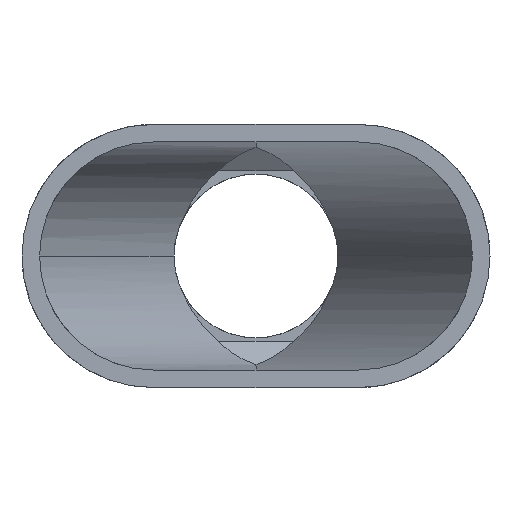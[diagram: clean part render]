
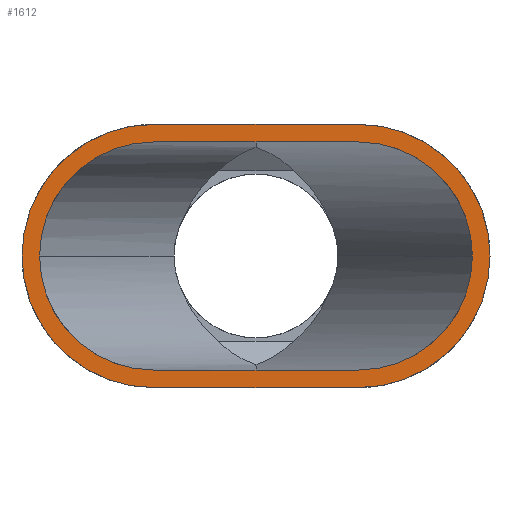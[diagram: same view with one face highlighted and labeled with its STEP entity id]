
A CAD part, front view. The second image highlights one B-rep face of the part: STEP entity #1612.
In plain terms, the highlighted planar face has unit normal (0, -1, 0).
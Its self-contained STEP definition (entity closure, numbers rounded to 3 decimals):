
#3 = DIRECTION ( 'NONE',  ( 0., -1., 0. ) ) ;
#4 = EDGE_CURVE ( 'NONE', #1435, #1634, #651, .T. ) ;
#22 = ORIENTED_EDGE ( 'NONE', *, *, #827, .T. ) ;
#24 = VERTEX_POINT ( 'NONE', #665 ) ;
#29 = CARTESIAN_POINT ( 'NONE',  ( -1.75, -9., 1.95 ) ) ;
#35 = FACE_BOUND ( 'NONE', #796, .T. ) ;
#45 = CARTESIAN_POINT ( 'NONE',  ( 1.75, -9., 0. ) ) ;
#55 = CARTESIAN_POINT ( 'NONE',  ( -1.75, -9., 0. ) ) ;
#64 = CARTESIAN_POINT ( 'NONE',  ( 0., -9., 1.95 ) ) ;
#83 = CARTESIAN_POINT ( 'NONE',  ( 1.75, -9., 0. ) ) ;
#91 = ORIENTED_EDGE ( 'NONE', *, *, #368, .T. ) ;
#93 = CIRCLE ( 'NONE', #1211, 2.25 ) ;
#110 = VERTEX_POINT ( 'NONE', #957 ) ;
#112 = DIRECTION ( 'NONE',  ( 0., -1., 0. ) ) ;
#140 = DIRECTION ( 'NONE',  ( 0., 0., 1. ) ) ;
#141 = VERTEX_POINT ( 'NONE', #1336 ) ;
#146 = LINE ( 'NONE', #310, #1281 ) ;
#175 = DIRECTION ( 'NONE',  ( 0., 0., 1. ) ) ;
#201 = CIRCLE ( 'NONE', #1256, 2.25 ) ;
#212 = VERTEX_POINT ( 'NONE', #711 ) ;
#253 = ORIENTED_EDGE ( 'NONE', *, *, #1585, .T. ) ;
#310 = CARTESIAN_POINT ( 'NONE',  ( 0., -9., -1.95 ) ) ;
#340 = CARTESIAN_POINT ( 'NONE',  ( -1.75, -9., 0. ) ) ;
#350 = EDGE_CURVE ( 'NONE', #635, #1187, #481, .T. ) ;
#353 = DIRECTION ( 'NONE',  ( 0., 0., 1. ) ) ;
#368 = EDGE_CURVE ( 'NONE', #1435, #141, #1486, .T. ) ;
#418 = ORIENTED_EDGE ( 'NONE', *, *, #350, .T. ) ;
#420 = VECTOR ( 'NONE', #497, 1000. ) ;
#421 = ORIENTED_EDGE ( 'NONE', *, *, #429, .F. ) ;
#429 = EDGE_CURVE ( 'NONE', #1634, #212, #569, .T. ) ;
#440 = DIRECTION ( 'NONE',  ( 0., 0., 1. ) ) ;
#481 = CIRCLE ( 'NONE', #1110, 2.25 ) ;
#497 = DIRECTION ( 'NONE',  ( -1., 0., 0. ) ) ;
#543 = VECTOR ( 'NONE', #1623, 1000. ) ;
#569 = CIRCLE ( 'NONE', #738, 1.95 ) ;
#585 = DIRECTION ( 'NONE',  ( 0., 0., 1. ) ) ;
#586 = ORIENTED_EDGE ( 'NONE', *, *, #1323, .T. ) ;
#601 = ORIENTED_EDGE ( 'NONE', *, *, #4, .F. ) ;
#611 = FACE_OUTER_BOUND ( 'NONE', #1404, .T. ) ;
#613 = DIRECTION ( 'NONE',  ( 0., -1., 0. ) ) ;
#630 = CARTESIAN_POINT ( 'NONE',  ( 4., -9., -2.25 ) ) ;
#635 = VERTEX_POINT ( 'NONE', #1144 ) ;
#651 = CIRCLE ( 'NONE', #1057, 1.95 ) ;
#655 = VERTEX_POINT ( 'NONE', #1010 ) ;
#664 = PLANE ( 'NONE',  #1130 ) ;
#665 = CARTESIAN_POINT ( 'NONE',  ( -1.75, -9., 2.25 ) ) ;
#697 = CARTESIAN_POINT ( 'NONE',  ( -1.75, -9., 0. ) ) ;
#711 = CARTESIAN_POINT ( 'NONE',  ( -1.75, -9., -1.95 ) ) ;
#738 = AXIS2_PLACEMENT_3D ( 'NONE', #340, #613, #353 ) ;
#747 = CARTESIAN_POINT ( 'NONE',  ( 1.75, -9., 0. ) ) ;
#770 = CARTESIAN_POINT ( 'NONE',  ( -1.75, -9., -2.25 ) ) ;
#776 = DIRECTION ( 'NONE',  ( 0., -1., 0. ) ) ;
#796 = EDGE_LOOP ( 'NONE', ( #923, #22, #421, #601, #91, #1268 ) ) ;
#827 = EDGE_CURVE ( 'NONE', #110, #212, #146, .T. ) ;
#843 = ORIENTED_EDGE ( 'NONE', *, *, #1148, .T. ) ;
#876 = DIRECTION ( 'NONE',  ( 0., 0., 1. ) ) ;
#912 = EDGE_CURVE ( 'NONE', #24, #1285, #1437, .T. ) ;
#923 = ORIENTED_EDGE ( 'NONE', *, *, #947, .F. ) ;
#946 = DIRECTION ( 'NONE',  ( 0., -1., 0. ) ) ;
#947 = EDGE_CURVE ( 'NONE', #110, #655, #1155, .T. ) ;
#957 = CARTESIAN_POINT ( 'NONE',  ( 1.75, -9., -1.95 ) ) ;
#971 = DIRECTION ( 'NONE',  ( 0., -1., 0. ) ) ;
#982 = CARTESIAN_POINT ( 'NONE',  ( 4., -9., 2.25 ) ) ;
#1010 = CARTESIAN_POINT ( 'NONE',  ( 3.7, -9., 0. ) ) ;
#1025 = EDGE_CURVE ( 'NONE', #655, #141, #1051, .T. ) ;
#1033 = AXIS2_PLACEMENT_3D ( 'NONE', #747, #112, #1407 ) ;
#1051 = CIRCLE ( 'NONE', #1033, 1.95 ) ;
#1057 = AXIS2_PLACEMENT_3D ( 'NONE', #1324, #776, #140 ) ;
#1083 = CARTESIAN_POINT ( 'NONE',  ( -3.7, -9., 0. ) ) ;
#1088 = DIRECTION ( 'NONE',  ( 0., -1., 0. ) ) ;
#1110 = AXIS2_PLACEMENT_3D ( 'NONE', #697, #971, #585 ) ;
#1111 = AXIS2_PLACEMENT_3D ( 'NONE', #45, #1596, #175 ) ;
#1124 = EDGE_CURVE ( 'NONE', #1245, #1187, #1267, .T. ) ;
#1130 = AXIS2_PLACEMENT_3D ( 'NONE', #1463, #1217, #1605 ) ;
#1144 = CARTESIAN_POINT ( 'NONE',  ( -4., -9., 0. ) ) ;
#1148 = EDGE_CURVE ( 'NONE', #1314, #1285, #93, .T. ) ;
#1155 = CIRCLE ( 'NONE', #1166, 1.95 ) ;
#1166 = AXIS2_PLACEMENT_3D ( 'NONE', #83, #1088, #440 ) ;
#1184 = CARTESIAN_POINT ( 'NONE',  ( 1.75, -9., 2.25 ) ) ;
#1187 = VERTEX_POINT ( 'NONE', #770 ) ;
#1201 = CARTESIAN_POINT ( 'NONE',  ( 4., -9., 0. ) ) ;
#1211 = AXIS2_PLACEMENT_3D ( 'NONE', #1540, #3, #876 ) ;
#1216 = VECTOR ( 'NONE', #1246, 1000. ) ;
#1217 = DIRECTION ( 'NONE',  ( 0., 1., 0. ) ) ;
#1245 = VERTEX_POINT ( 'NONE', #1328 ) ;
#1246 = DIRECTION ( 'NONE',  ( 1., 0., 0. ) ) ;
#1256 = AXIS2_PLACEMENT_3D ( 'NONE', #55, #946, #1340 ) ;
#1267 = LINE ( 'NONE', #630, #420 ) ;
#1268 = ORIENTED_EDGE ( 'NONE', *, *, #1025, .F. ) ;
#1280 = ORIENTED_EDGE ( 'NONE', *, *, #912, .F. ) ;
#1281 = VECTOR ( 'NONE', #1334, 1000. ) ;
#1285 = VERTEX_POINT ( 'NONE', #1184 ) ;
#1307 = CIRCLE ( 'NONE', #1111, 2.25 ) ;
#1314 = VERTEX_POINT ( 'NONE', #1201 ) ;
#1323 = EDGE_CURVE ( 'NONE', #24, #635, #201, .T. ) ;
#1324 = CARTESIAN_POINT ( 'NONE',  ( -1.75, -9., 0. ) ) ;
#1328 = CARTESIAN_POINT ( 'NONE',  ( 1.75, -9., -2.25 ) ) ;
#1334 = DIRECTION ( 'NONE',  ( -1., 0., 0. ) ) ;
#1336 = CARTESIAN_POINT ( 'NONE',  ( 1.75, -9., 1.95 ) ) ;
#1340 = DIRECTION ( 'NONE',  ( 0., 0., 1. ) ) ;
#1404 = EDGE_LOOP ( 'NONE', ( #1483, #253, #843, #1280, #586, #418 ) ) ;
#1407 = DIRECTION ( 'NONE',  ( 0., 0., 1. ) ) ;
#1435 = VERTEX_POINT ( 'NONE', #29 ) ;
#1437 = LINE ( 'NONE', #982, #1216 ) ;
#1463 = CARTESIAN_POINT ( 'NONE',  ( 0., -9., 0. ) ) ;
#1483 = ORIENTED_EDGE ( 'NONE', *, *, #1124, .F. ) ;
#1486 = LINE ( 'NONE', #64, #543 ) ;
#1540 = CARTESIAN_POINT ( 'NONE',  ( 1.75, -9., 0. ) ) ;
#1585 = EDGE_CURVE ( 'NONE', #1245, #1314, #1307, .T. ) ;
#1596 = DIRECTION ( 'NONE',  ( 0., -1., 0. ) ) ;
#1605 = DIRECTION ( 'NONE',  ( 0., 0., 1. ) ) ;
#1612 = ADVANCED_FACE ( 'NONE', ( #611, #35 ), #664, .F. ) ;
#1623 = DIRECTION ( 'NONE',  ( 1., 0., 0. ) ) ;
#1634 = VERTEX_POINT ( 'NONE', #1083 ) ;
